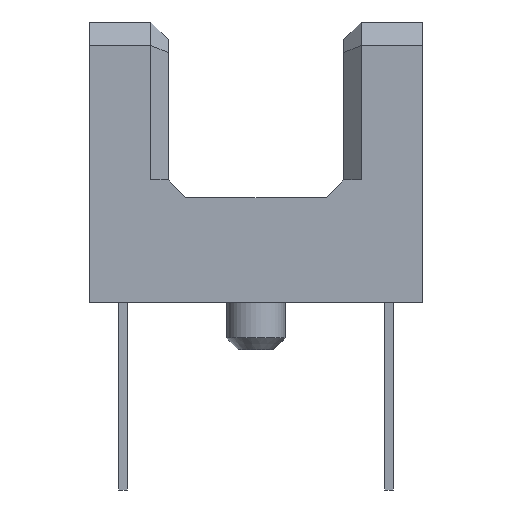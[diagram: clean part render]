
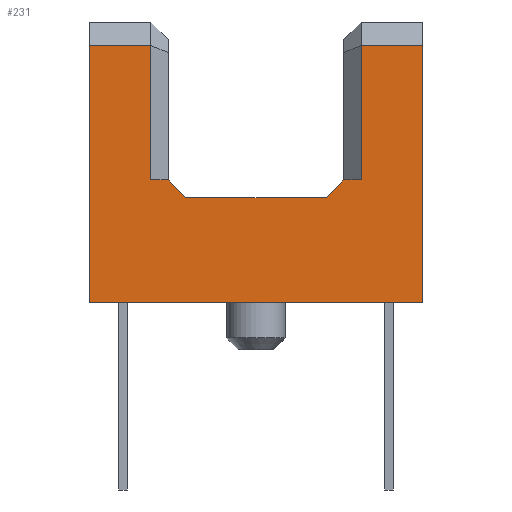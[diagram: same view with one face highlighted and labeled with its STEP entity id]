
A CAD part, front view. The second image highlights one B-rep face of the part: STEP entity #231.
In plain terms, the highlighted free-form (B-spline) face has degree [1, 1] with [2, 2] control points.
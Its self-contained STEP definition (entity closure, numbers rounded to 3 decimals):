
#80=CARTESIAN_POINT('',(1.2,-1.4,1.8));
#81=VERTEX_POINT('',#80);
#88=CARTESIAN_POINT('',(1.5,-1.4,2.1));
#89=VERTEX_POINT('',#88);
#90=CARTESIAN_POINT('',(1.2,-1.4,1.8));
#91=DIRECTION('',(0.707,0.0,0.707));
#92=VECTOR('',#91,0.424);
#93=LINE('',#90,#92);
#94=EDGE_CURVE('',#81,#89,#93,.T.);
#127=CARTESIAN_POINT('',(1.8,-1.4,2.1));
#128=VERTEX_POINT('',#127);
#129=CARTESIAN_POINT('',(1.8,-1.4,2.1));
#130=DIRECTION('',(-1.0,0.0,0.0));
#131=VECTOR('',#130,0.3);
#132=LINE('',#129,#131);
#133=EDGE_CURVE('',#128,#89,#132,.T.);
#144=CARTESIAN_POINT('',(-2.85,-1.4,0.0));
#145=CARTESIAN_POINT('',(-2.85,-1.4,4.4));
#146=CARTESIAN_POINT('',(2.85,-1.4,0.0));
#147=CARTESIAN_POINT('',(2.85,-1.4,4.4));
#148=B_SPLINE_SURFACE_WITH_KNOTS('',1,1,((#144,#146),(#145,#147)),.UNSPECIFIED.,.F.,.F.,.U.,(2,2),(2,2),(0.0,4.4),(0.0,5.7),.UNSPECIFIED.);
#149=ORIENTED_EDGE('',*,*,#94,.F.);
#150=CARTESIAN_POINT('',(-1.2,-1.4,1.8));
#151=VERTEX_POINT('',#150);
#152=CARTESIAN_POINT('',(1.2,-1.4,1.8));
#153=DIRECTION('',(-1.0,0.0,0.0));
#154=VECTOR('',#153,2.4);
#155=LINE('',#152,#154);
#156=EDGE_CURVE('',#81,#151,#155,.T.);
#157=ORIENTED_EDGE('',*,*,#156,.T.);
#158=CARTESIAN_POINT('',(-1.5,-1.4,2.1));
#159=VERTEX_POINT('',#158);
#160=CARTESIAN_POINT('',(-1.5,-1.4,2.1));
#161=DIRECTION('',(0.707,0.0,-0.707));
#162=VECTOR('',#161,0.424);
#163=LINE('',#160,#162);
#164=EDGE_CURVE('',#159,#151,#163,.T.);
#165=ORIENTED_EDGE('',*,*,#164,.F.);
#166=CARTESIAN_POINT('',(-1.8,-1.4,2.1));
#167=VERTEX_POINT('',#166);
#168=CARTESIAN_POINT('',(-1.5,-1.4,2.1));
#169=DIRECTION('',(-1.0,0.0,0.0));
#170=VECTOR('',#169,0.3);
#171=LINE('',#168,#170);
#172=EDGE_CURVE('',#159,#167,#171,.T.);
#173=ORIENTED_EDGE('',*,*,#172,.T.);
#174=CARTESIAN_POINT('',(-1.8,-1.4,4.4));
#175=VERTEX_POINT('',#174);
#176=CARTESIAN_POINT('',(-1.8,-1.4,4.4));
#177=DIRECTION('',(0.0,0.0,-1.0));
#178=VECTOR('',#177,2.3);
#179=LINE('',#176,#178);
#180=EDGE_CURVE('',#175,#167,#179,.T.);
#181=ORIENTED_EDGE('',*,*,#180,.F.);
#182=CARTESIAN_POINT('',(-2.85,-1.4,4.4));
#183=VERTEX_POINT('',#182);
#184=CARTESIAN_POINT('',(-2.85,-1.4,4.4));
#185=DIRECTION('',(1.0,0.0,0.0));
#186=VECTOR('',#185,1.05);
#187=LINE('',#184,#186);
#188=EDGE_CURVE('',#183,#175,#187,.T.);
#189=ORIENTED_EDGE('',*,*,#188,.F.);
#190=CARTESIAN_POINT('',(-2.85,-1.4,0.0));
#191=VERTEX_POINT('',#190);
#192=CARTESIAN_POINT('',(-2.85,-1.4,4.4));
#193=DIRECTION('',(0.0,0.0,-1.0));
#194=VECTOR('',#193,4.4);
#195=LINE('',#192,#194);
#196=EDGE_CURVE('',#183,#191,#195,.T.);
#197=ORIENTED_EDGE('',*,*,#196,.T.);
#198=CARTESIAN_POINT('',(2.85,-1.4,0.0));
#199=VERTEX_POINT('',#198);
#200=CARTESIAN_POINT('',(-2.85,-1.4,0.0));
#201=DIRECTION('',(1.0,0.0,0.0));
#202=VECTOR('',#201,5.7);
#203=LINE('',#200,#202);
#204=EDGE_CURVE('',#191,#199,#203,.T.);
#205=ORIENTED_EDGE('',*,*,#204,.T.);
#206=CARTESIAN_POINT('',(2.85,-1.4,4.4));
#207=VERTEX_POINT('',#206);
#208=CARTESIAN_POINT('',(2.85,-1.4,4.4));
#209=DIRECTION('',(0.0,0.0,-1.0));
#210=VECTOR('',#209,4.4);
#211=LINE('',#208,#210);
#212=EDGE_CURVE('',#207,#199,#211,.T.);
#213=ORIENTED_EDGE('',*,*,#212,.F.);
#214=CARTESIAN_POINT('',(1.8,-1.4,4.4));
#215=VERTEX_POINT('',#214);
#216=CARTESIAN_POINT('',(1.8,-1.4,4.4));
#217=DIRECTION('',(1.0,0.0,0.0));
#218=VECTOR('',#217,1.05);
#219=LINE('',#216,#218);
#220=EDGE_CURVE('',#215,#207,#219,.T.);
#221=ORIENTED_EDGE('',*,*,#220,.F.);
#222=CARTESIAN_POINT('',(1.8,-1.4,2.1));
#223=DIRECTION('',(0.0,0.0,1.0));
#224=VECTOR('',#223,2.3);
#225=LINE('',#222,#224);
#226=EDGE_CURVE('',#128,#215,#225,.T.);
#227=ORIENTED_EDGE('',*,*,#226,.F.);
#228=ORIENTED_EDGE('',*,*,#133,.T.);
#229=EDGE_LOOP('',(#149,#157,#165,#173,#181,#189,#197,#205,#213,#221,#227,#228));
#230=FACE_OUTER_BOUND('',#229,.T.);
#231=ADVANCED_FACE('',(#230),#148,.F.);
